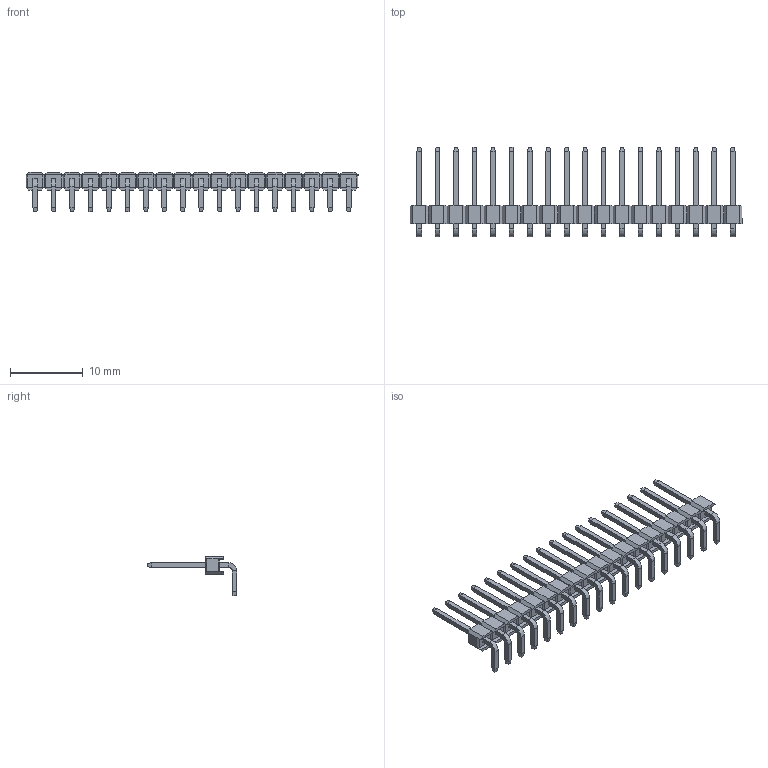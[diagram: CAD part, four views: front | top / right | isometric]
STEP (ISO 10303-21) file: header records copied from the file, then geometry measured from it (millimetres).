
FILE_DESCRIPTION (( 'STEP AP214' ), '1' );
FILE_NAME ('1x18 Male Pin Header Angle.STEP', '2021-11-12T11:38:17', ( 'M.B.I.' ), ( '' ), 'SwSTEP 2.0', '', '' );
FILE_SCHEMA (( 'AUTOMOTIVE_DESIGN' ));
Length unit declared in the file: millimetre
Products named in the file (1): 1x18 Male Pin Header Angle
Bounding box: 45.73 x 12.36 x 5.5 mm (x, y, z)
Volume: 331.7 mm3; surface area: 1357.4 mm2
Topology: 19 solids, 19 shells, 836 faces, 2066 edges, 1268 vertices
Faces by surface type: plane 800, cylinder 36
Entity records: 24106 total; most frequent: CARTESIAN_POINT 4171, ORIENTED_EDGE 4132, DIRECTION 3812, EDGE_CURVE 2066, VECTOR 1994, LINE 1994, VERTEX_POINT 1268, AXIS2_PLACEMENT_3D 909
